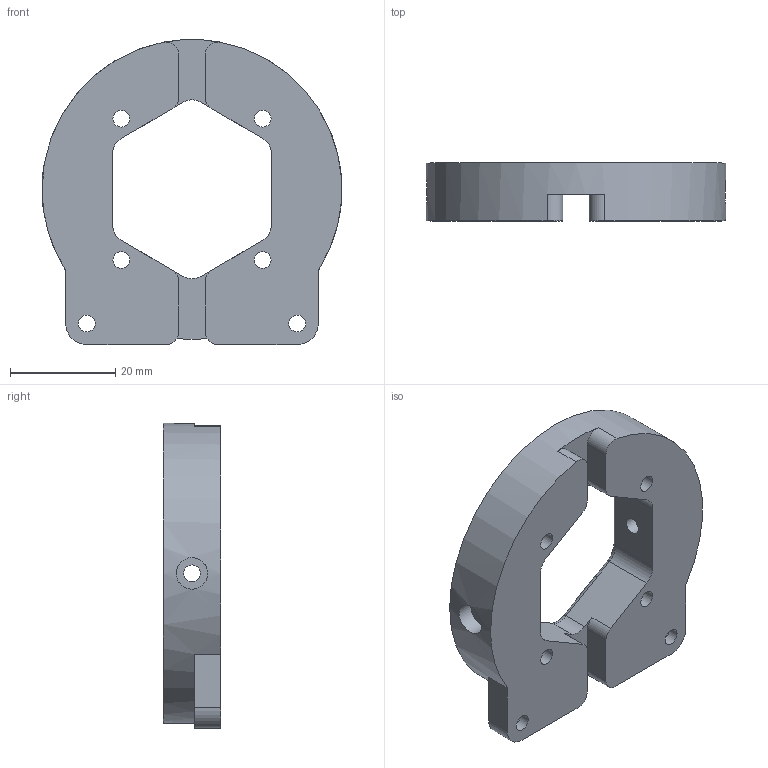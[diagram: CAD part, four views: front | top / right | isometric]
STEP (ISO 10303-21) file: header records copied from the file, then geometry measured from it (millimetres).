
FILE_DESCRIPTION(/* description */ (''),/* implementation_level */ '2;1');
FILE_NAME(/* name */ 'link6-7-2_v0.1.0.step',/* time_stamp */ '2025-09-23T16:07:45+02:00',/* author */ (''),/* organization */ (''),/* preprocessor_version */ 'ST-DEVELOPER v20.1',/* originating_system */ 'Autodesk Translation Framework v14.10.0.0',/* authorisation */ '');
FILE_SCHEMA (('AUTOMOTIVE_DESIGN { 1 0 10303 214 3 1 1 }'));
Length unit declared in the file: millimetre
Products named in the file (1): link6-7_2
Bounding box: 57 x 11 x 58 mm (x, y, z)
Volume: 18706.3 mm3; surface area: 8111.5 mm2
Topology: 1 solids, 1 shells, 82 faces, 213 edges, 135 vertices
Faces by surface type: cylinder 43, plane 29, torus 10
Full cylindrical faces by diameter (mm): 3.2 x8, 6 x8, 57 x1
Entity records: 2717 total; most frequent: CARTESIAN_POINT 576, DIRECTION 468, ORIENTED_EDGE 426, EDGE_CURVE 213, AXIS2_PLACEMENT_3D 187, VERTEX_POINT 135, CIRCLE 104, EDGE_LOOP 102
